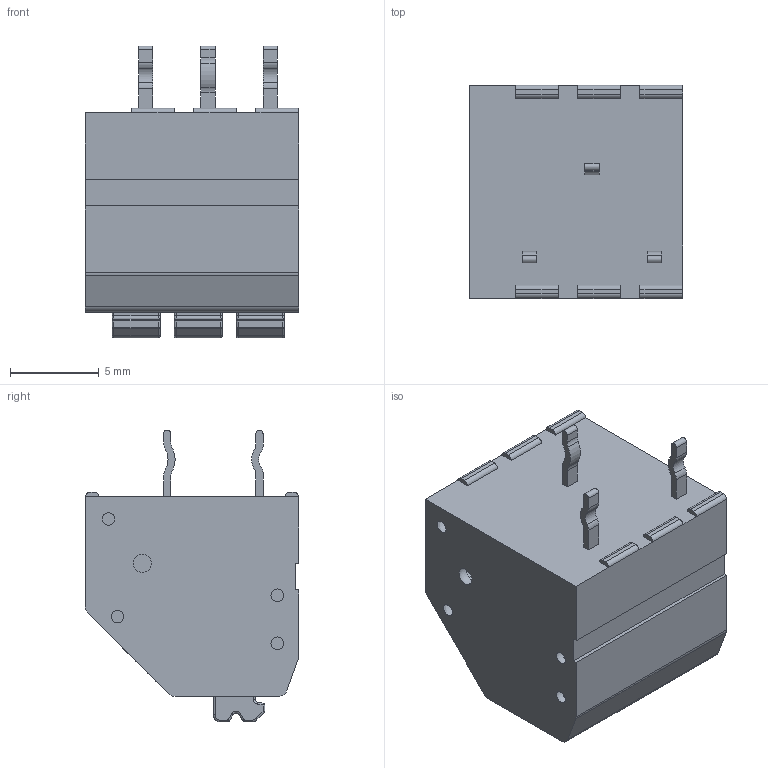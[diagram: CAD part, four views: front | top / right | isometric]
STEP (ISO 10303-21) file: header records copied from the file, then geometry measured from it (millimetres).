
FILE_DESCRIPTION((''),'2;1');
FILE_NAME('C-1-2834011-3','2017-02-24T',('workeradm'),('Tyco Electronics Ltd.'),'CREO PARAMETRIC BY PTC INC, 2016050','CREO PARAMETRIC BY PTC INC, 2016050','');
FILE_SCHEMA(('AUTOMOTIVE_DESIGN { 1 0 10303 214 1 1 1 1 }'));
Length unit declared in the file: millimetre
Products named in the file (1): C-1-2834011-3
Bounding box: 12 x 12 x 16.43 mm (x, y, z)
Volume: 1362.1 mm3; surface area: 1099.5 mm2
Topology: 1 solids, 1 shells, 424 faces, 1068 edges, 656 vertices
Faces by surface type: plane 176, cylinder 158, torus 44, sphere 28, bspline 18
Entity records: 13174 total; most frequent: CARTESIAN_POINT 2597, DIRECTION 2305, ORIENTED_EDGE 2136, EDGE_CURVE 1068, AXIS2_PLACEMENT_3D 849, VERTEX_POINT 656, VECTOR 607, LINE 607
